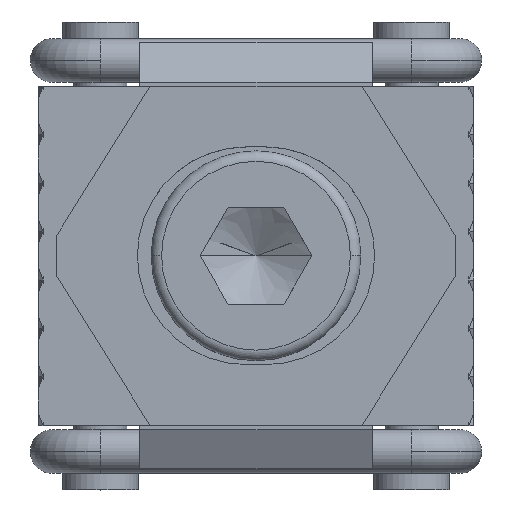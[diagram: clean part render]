
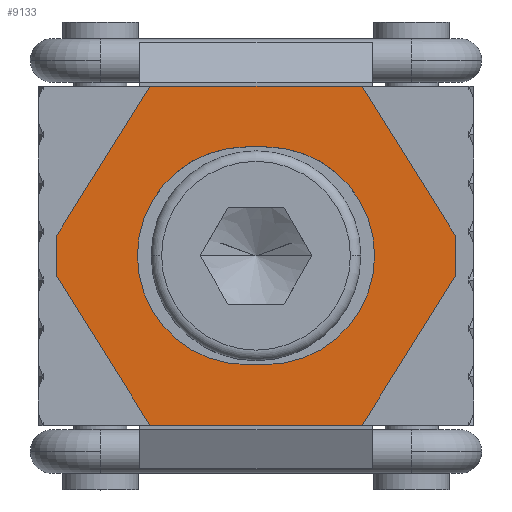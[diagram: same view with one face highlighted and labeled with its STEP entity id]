
A CAD part, top view. The second image highlights one B-rep face of the part: STEP entity #9133.
In plain terms, the highlighted planar face has unit normal (0, 0, 1).
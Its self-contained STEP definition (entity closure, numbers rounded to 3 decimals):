
#6055=VERTEX_POINT('',#17850);
#6991=EDGE_CURVE('',#10655,#8991,#18905,.T.);
#7691=EDGE_CURVE('',#12097,#14789,#19692,.T.);
#8127=EDGE_CURVE('',#9805,#9327,#20171,.T.);
#8969=EDGE_CURVE('',#14789,#13987,#21116,.T.);
#8991=VERTEX_POINT('',#21139);
#9133=ADVANCED_FACE('',(#21293,#21294),#21295,.T.);
#9327=VERTEX_POINT('',#21510);
#9347=EDGE_CURVE('',#6055,#9805,#21534,.T.);
#9805=VERTEX_POINT('',#22052);
#9903=VERTEX_POINT('',#22161);
#10655=VERTEX_POINT('',#23000);
#12097=VERTEX_POINT('',#24609);
#12735=EDGE_CURVE('',#14575,#12097,#25326,.T.);
#13305=EDGE_CURVE('',#17353,#9903,#25959,.T.);
#13581=EDGE_CURVE('',#17653,#17353,#26266,.T.);
#13987=VERTEX_POINT('',#26717);
#14177=EDGE_CURVE('',#9327,#17653,#26924,.T.);
#14575=VERTEX_POINT('',#27359);
#14789=VERTEX_POINT('',#27595);
#14823=EDGE_CURVE('',#13987,#14575,#27630,.T.);
#16053=EDGE_CURVE('',#8991,#6055,#29017,.T.);
#17345=EDGE_CURVE('',#9903,#10655,#30490,.T.);
#17353=VERTEX_POINT('',#30498);
#17653=VERTEX_POINT('',#30835);
#17850=CARTESIAN_POINT('',(-12.375,1.221,17.5));
#18905=LINE('',#32629,#32630);
#19692=LINE('',#33720,#33721);
#20171=LINE('',#34425,#34426);
#21116=CIRCLE('',#35765,6.75);
#21139=CARTESIAN_POINT('',(-6.576,10.5,17.5));
#21293=FACE_BOUND('',#36030,.T.);
#21294=FACE_OUTER_BOUND('',#36031,.T.);
#21295=PLANE('',#36032);
#21510=CARTESIAN_POINT('',(-6.576,-10.5,17.5));
#21534=LINE('',#36356,#36357);
#22052=CARTESIAN_POINT('',(-12.375,-1.221,17.5));
#22161=CARTESIAN_POINT('',(12.375,1.221,17.5));
#23000=CARTESIAN_POINT('',(6.576,10.5,17.5));
#24609=CARTESIAN_POINT('',(-0.6,6.75,17.5));
#25326=CIRCLE('',#41819,6.75);
#25959=LINE('',#42729,#42730);
#26266=LINE('',#43166,#43167);
#26717=CARTESIAN_POINT('',(0.6,-6.75,17.5));
#26924=LINE('',#44136,#44137);
#27359=CARTESIAN_POINT('',(-0.6,-6.75,17.5));
#27595=CARTESIAN_POINT('',(0.6,6.75,17.5));
#27630=LINE('',#45174,#45175);
#29017=LINE('',#47196,#47197);
#30490=LINE('',#49277,#49278);
#30498=CARTESIAN_POINT('',(12.375,-1.221,17.5));
#30835=CARTESIAN_POINT('',(6.576,-10.5,17.5));
#32629=CARTESIAN_POINT('',(7.018,10.5,17.5));
#32630=VECTOR('',#51194,1.0);
#33720=CARTESIAN_POINT('',(0.3,6.75,17.5));
#33721=VECTOR('',#52041,1.0);
#34425=CARTESIAN_POINT('',(2.766,-25.45,17.5));
#34426=VECTOR('',#52509,1.0);
#35765=AXIS2_PLACEMENT_3D('',#53546,#53547,#53548);
#36030=EDGE_LOOP('',(#53691,#53692,#53693,#53694));
#36031=EDGE_LOOP('',(#53695,#53696,#53697,#53698,#53699,#53700,#53701,#53702));
#36032=AXIS2_PLACEMENT_3D('',#53703,#53704,#53705);
#36356=CARTESIAN_POINT('',(-12.375,1.221,17.5));
#36357=VECTOR('',#53953,1.0);
#41819=AXIS2_PLACEMENT_3D('',#58170,#58171,#58172);
#42729=CARTESIAN_POINT('',(12.375,-1.221,17.5));
#42730=VECTOR('',#58857,1.0);
#43166=CARTESIAN_POINT('',(10.912,-3.562,17.5));
#43167=VECTOR('',#59177,1.0);
#44136=CARTESIAN_POINT('',(-7.018,-10.5,17.5));
#44137=VECTOR('',#59836,1.0);
#45174=CARTESIAN_POINT('',(-0.3,-6.75,17.5));
#45175=VECTOR('',#60491,1.0);
#47196=CARTESIAN_POINT('',(-10.912,3.562,17.5));
#47197=VECTOR('',#62156,1.0);
#49277=CARTESIAN_POINT('',(-2.766,25.45,17.5));
#49278=VECTOR('',#63921,1.0);
#51194=DIRECTION('',(-1.0,0.0,0.0));
#52041=DIRECTION('',(1.0,0.0,0.0));
#52509=DIRECTION('',(0.53,-0.848,0.0));
#53546=CARTESIAN_POINT('',(0.6,0.0,17.5));
#53547=DIRECTION('',(0.0,0.0,-1.0));
#53548=DIRECTION('',(0.0,-1.0,0.0));
#53691=ORIENTED_EDGE('',*,*,#7691,.T.);
#53692=ORIENTED_EDGE('',*,*,#8969,.T.);
#53693=ORIENTED_EDGE('',*,*,#14823,.T.);
#53694=ORIENTED_EDGE('',*,*,#12735,.T.);
#53695=ORIENTED_EDGE('',*,*,#13581,.T.);
#53696=ORIENTED_EDGE('',*,*,#13305,.T.);
#53697=ORIENTED_EDGE('',*,*,#17345,.T.);
#53698=ORIENTED_EDGE('',*,*,#6991,.T.);
#53699=ORIENTED_EDGE('',*,*,#16053,.T.);
#53700=ORIENTED_EDGE('',*,*,#9347,.T.);
#53701=ORIENTED_EDGE('',*,*,#8127,.T.);
#53702=ORIENTED_EDGE('',*,*,#14177,.T.);
#53703=CARTESIAN_POINT('',(0.0,0.0,17.5));
#53704=DIRECTION('',(0.0,0.0,1.0));
#53705=DIRECTION('',(1.0,0.0,0.0));
#53953=DIRECTION('',(0.0,-1.0,0.0));
#58170=CARTESIAN_POINT('',(-0.6,0.0,17.5));
#58171=DIRECTION('',(0.0,0.0,-1.0));
#58172=DIRECTION('',(0.0,1.0,0.0));
#58857=DIRECTION('',(0.0,1.0,0.0));
#59177=DIRECTION('',(0.53,0.848,0.0));
#59836=DIRECTION('',(1.0,0.0,0.0));
#60491=DIRECTION('',(-1.0,0.0,0.0));
#62156=DIRECTION('',(-0.53,-0.848,0.0));
#63921=DIRECTION('',(-0.53,0.848,0.0));
